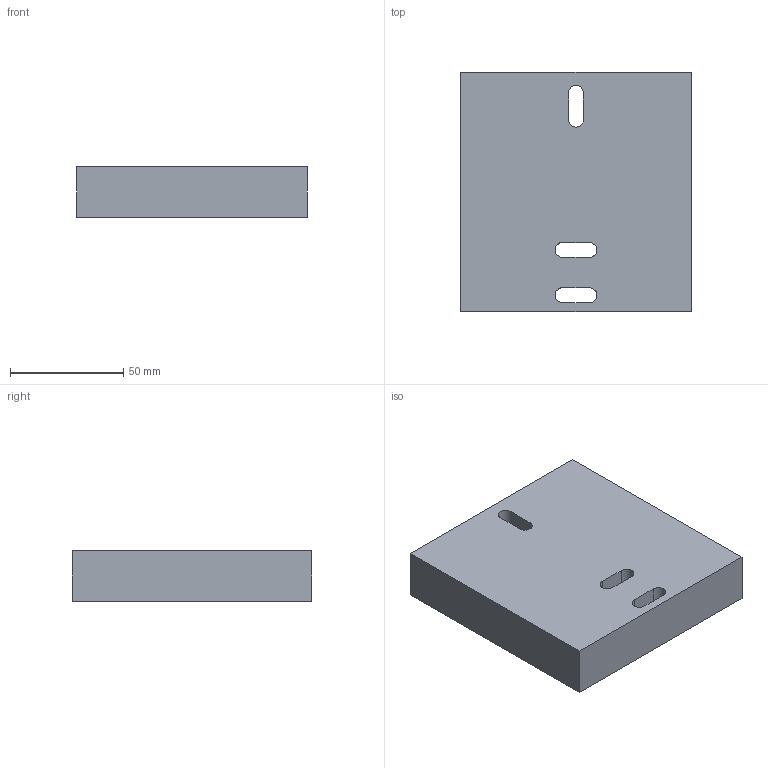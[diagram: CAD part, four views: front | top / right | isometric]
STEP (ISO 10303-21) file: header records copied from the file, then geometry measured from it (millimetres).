
FILE_DESCRIPTION(/* description */ (''),/* implementation_level */ '2;1');
FILE_NAME(/* name */ 'Rail Support Short',/* time_stamp */ '2014-03-05T18:03:46-06:00',/* author */ (''),/* organization */ (''),/* preprocessor_version */ 'ST-DEVELOPER v15',/* originating_system */ '',/* authorisation */ '');
FILE_SCHEMA (('AUTOMOTIVE_DESIGN'));
Length unit declared in the file: inch
Products named in the file (1): Document
Bounding box: 101.6 x 105.41 x 22.35 mm (x, y, z)
Volume: 231850 mm3; surface area: 32973.3 mm2
Topology: 1 solids, 1 shells, 18 faces, 52 edges, 36 vertices
Faces by surface type: bspline 12, plane 6
Entity records: 635 total; most frequent: CARTESIAN_POINT 325, ORIENTED_EDGE 96, EDGE_CURVE 48, VERTEX_POINT 32, EDGE_LOOP 24, ADVANCED_FACE 18, FACE_OUTER_BOUND 18, B_SPLINE_CURVE_WITH_KNOTS 13
